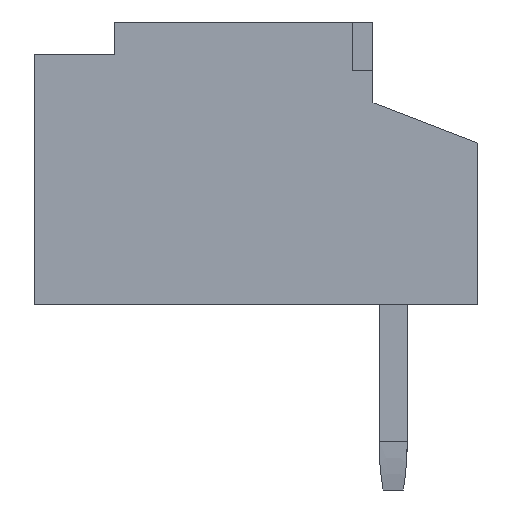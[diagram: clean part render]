
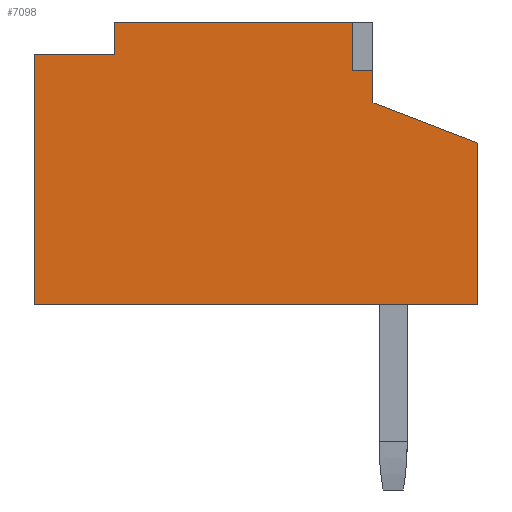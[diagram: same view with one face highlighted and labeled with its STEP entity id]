
A CAD part, left-side view. The second image highlights one B-rep face of the part: STEP entity #7098.
In plain terms, the highlighted planar face has unit normal (-1, 0, 0).
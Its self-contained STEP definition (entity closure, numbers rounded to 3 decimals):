
#9=DIRECTION('',(0.,0.,1.));
#10=VECTOR('',#9,2.);
#11=CARTESIAN_POINT('',(-10.25,-4.525,-1.9));
#12=LINE('',#11,#10);
#25=DIRECTION('',(0.,1.,0.));
#26=VECTOR('',#25,0.25);
#27=CARTESIAN_POINT('',(-10.25,-3.225,1.));
#28=LINE('',#27,#26);
#29=DIRECTION('',(0.,0.,-1.));
#30=VECTOR('',#29,0.4);
#31=CARTESIAN_POINT('',(-10.25,-3.225,1.));
#32=LINE('',#31,#30);
#33=DIRECTION('',(0.,0.933,0.359));
#34=VECTOR('',#33,1.393);
#35=CARTESIAN_POINT('',(-10.25,-4.525,0.1));
#36=LINE('',#35,#34);
#37=DIRECTION('',(0.,1.,0.));
#38=VECTOR('',#37,5.5);
#39=CARTESIAN_POINT('',(-10.25,-4.525,-1.9));
#40=LINE('',#39,#38);
#41=DIRECTION('',(0.,-1.,0.));
#42=VECTOR('',#41,1.);
#43=CARTESIAN_POINT('',(-10.25,0.975,1.2));
#44=LINE('',#43,#42);
#45=DIRECTION('',(0.,0.,-1.));
#46=VECTOR('',#45,0.4);
#47=CARTESIAN_POINT('',(-10.25,-0.025,1.6));
#48=LINE('',#47,#46);
#49=DIRECTION('',(0.,0.,-1.));
#50=VECTOR('',#49,0.6);
#51=CARTESIAN_POINT('',(-10.25,-2.975,1.6));
#52=LINE('',#51,#50);
#269=DIRECTION('',(0.,1.,0.));
#270=VECTOR('',#269,2.95);
#271=CARTESIAN_POINT('',(-10.25,-2.975,1.6));
#272=LINE('',#271,#270);
#421=DIRECTION('',(0.,0.,1.));
#422=VECTOR('',#421,3.1);
#423=CARTESIAN_POINT('',(-10.25,0.975,-1.9));
#424=LINE('',#423,#422);
#5359=CARTESIAN_POINT('',(-10.25,-4.525,-1.9));
#5360=CARTESIAN_POINT('',(-10.25,0.975,-1.9));
#5361=VERTEX_POINT('',#5359);
#5362=VERTEX_POINT('',#5360);
#5391=CARTESIAN_POINT('',(-10.25,-0.025,1.6));
#5392=CARTESIAN_POINT('',(-10.25,-0.025,1.2));
#5393=VERTEX_POINT('',#5391);
#5394=VERTEX_POINT('',#5392);
#5407=CARTESIAN_POINT('',(-10.25,0.975,1.2));
#5408=VERTEX_POINT('',#5407);
#5877=CARTESIAN_POINT('',(-10.25,-4.525,0.1));
#5879=VERTEX_POINT('',#5877);
#5885=CARTESIAN_POINT('',(-10.25,-3.225,0.6));
#5886=VERTEX_POINT('',#5885);
#5993=CARTESIAN_POINT('',(-10.25,-3.225,1.));
#5994=CARTESIAN_POINT('',(-10.25,-2.975,1.));
#5995=VERTEX_POINT('',#5993);
#5996=VERTEX_POINT('',#5994);
#6007=CARTESIAN_POINT('',(-10.25,-2.975,1.6));
#6008=VERTEX_POINT('',#6007);
#7073=CARTESIAN_POINT('',(-10.25,-4.525,-1.9));
#7074=DIRECTION('',(-1.,0.,0.));
#7075=DIRECTION('',(0.,0.,1.));
#7076=AXIS2_PLACEMENT_3D('',#7073,#7074,#7075);
#7077=PLANE('',#7076);
#7079=ORIENTED_EDGE('',*,*,#7078,.F.);
#7081=ORIENTED_EDGE('',*,*,#7080,.T.);
#7082=ORIENTED_EDGE('',*,*,#7049,.F.);
#7083=ORIENTED_EDGE('',*,*,#7022,.F.);
#7085=ORIENTED_EDGE('',*,*,#7084,.T.);
#7087=ORIENTED_EDGE('',*,*,#7086,.T.);
#7089=ORIENTED_EDGE('',*,*,#7088,.T.);
#7091=ORIENTED_EDGE('',*,*,#7090,.F.);
#7093=ORIENTED_EDGE('',*,*,#7092,.F.);
#7095=ORIENTED_EDGE('',*,*,#7094,.T.);
#7096=EDGE_LOOP('',(#7079,#7081,#7082,#7083,#7085,#7087,#7089,#7091,#7093,
#7095));
#7097=FACE_OUTER_BOUND('',#7096,.F.);
#7098=ADVANCED_FACE('',(#7097),#7077,.T.);
#7022=EDGE_CURVE('',#5361,#5879,#12,.T.);
#7049=EDGE_CURVE('',#5879,#5886,#36,.T.);
#7078=EDGE_CURVE('',#5995,#5996,#28,.T.);
#7080=EDGE_CURVE('',#5995,#5886,#32,.T.);
#7084=EDGE_CURVE('',#5361,#5362,#40,.T.);
#7086=EDGE_CURVE('',#5362,#5408,#424,.T.);
#7088=EDGE_CURVE('',#5408,#5394,#44,.T.);
#7090=EDGE_CURVE('',#5393,#5394,#48,.T.);
#7092=EDGE_CURVE('',#6008,#5393,#272,.T.);
#7094=EDGE_CURVE('',#6008,#5996,#52,.T.);
